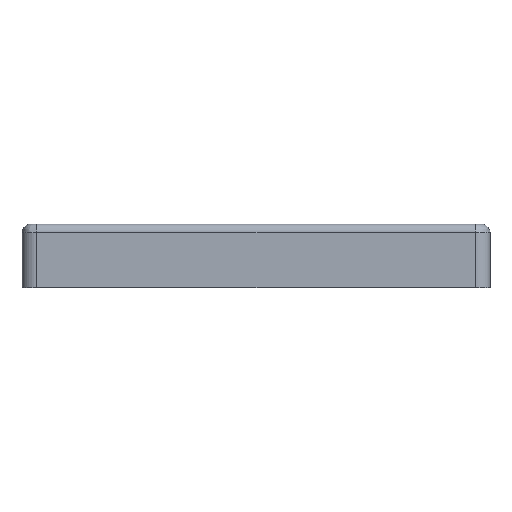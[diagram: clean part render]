
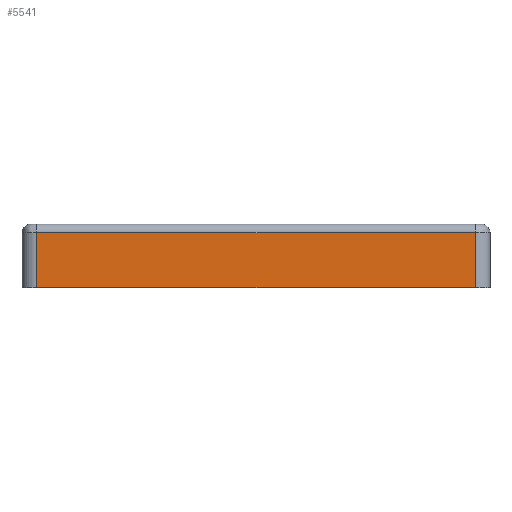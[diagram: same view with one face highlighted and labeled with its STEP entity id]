
A CAD part, front view. The second image highlights one B-rep face of the part: STEP entity #5541.
In plain terms, the highlighted planar face has unit normal (0, -1, 0).
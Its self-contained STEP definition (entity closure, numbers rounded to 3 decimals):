
#823=FACE_OUTER_BOUND('',#1152,.T.);
#1152=EDGE_LOOP('',(#5032,#5033,#5034,#5035));
#1191=LINE('',#6703,#1678);
#1641=LINE('',#10691,#2128);
#1644=LINE('',#10696,#2131);
#1645=LINE('',#10698,#2132);
#1678=VECTOR('',#5800,10.);
#2128=VECTOR('',#6588,10.);
#2131=VECTOR('',#6595,10.);
#2132=VECTOR('',#6598,10.);
#2164=VERTEX_POINT('',#6700);
#2165=VERTEX_POINT('',#6702);
#2663=VERTEX_POINT('',#10617);
#2678=VERTEX_POINT('',#10684);
#2702=EDGE_CURVE('',#2164,#2165,#1191,.T.);
#3473=EDGE_CURVE('',#2663,#2678,#1641,.T.);
#3476=EDGE_CURVE('',#2678,#2164,#1644,.T.);
#3477=EDGE_CURVE('',#2165,#2663,#1645,.T.);
#5032=ORIENTED_EDGE('',*,*,#3473,.F.);
#5033=ORIENTED_EDGE('',*,*,#3477,.F.);
#5034=ORIENTED_EDGE('',*,*,#2702,.F.);
#5035=ORIENTED_EDGE('',*,*,#3476,.F.);
#5247=PLANE('',#5741);
#5541=ADVANCED_FACE('',(#823),#5247,.T.);
#5741=AXIS2_PLACEMENT_3D('',#10697,#6596,#6597);
#5800=DIRECTION('',(-1.,0.,0.));
#6588=DIRECTION('',(1.,0.,0.));
#6595=DIRECTION('',(0.,0.,-1.));
#6596=DIRECTION('center_axis',(0.,-1.,0.));
#6597=DIRECTION('ref_axis',(1.,0.,0.));
#6598=DIRECTION('',(0.,0.,1.));
#6700=CARTESIAN_POINT('',(206.,-135.,15.));
#6702=CARTESIAN_POINT('',(103.,-135.,15.));
#6703=CARTESIAN_POINT('',(209.5,-135.,15.));
#10617=CARTESIAN_POINT('',(103.,-135.,28.));
#10684=CARTESIAN_POINT('',(206.,-135.,28.));
#10691=CARTESIAN_POINT('',(127.,-135.,28.));
#10696=CARTESIAN_POINT('',(206.,-135.,15.));
#10697=CARTESIAN_POINT('Origin',(99.5,-135.,15.));
#10698=CARTESIAN_POINT('',(103.,-135.,15.));
